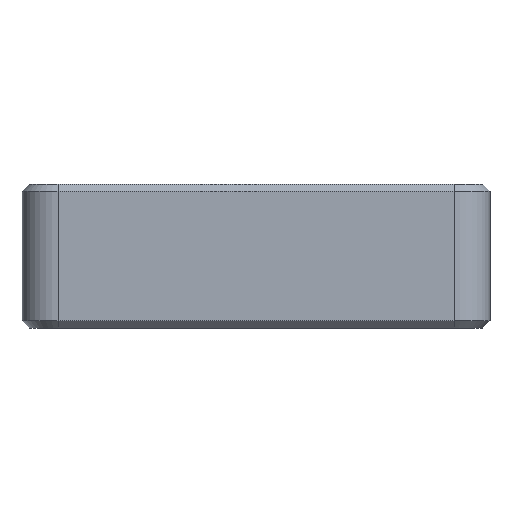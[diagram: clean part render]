
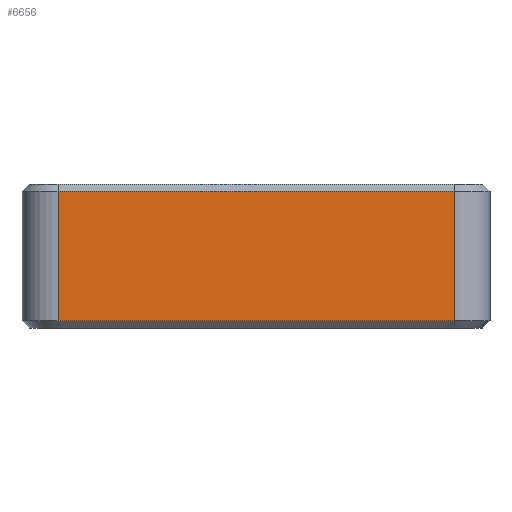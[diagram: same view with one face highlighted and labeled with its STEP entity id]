
A CAD part, front view. The second image highlights one B-rep face of the part: STEP entity #6656.
In plain terms, the highlighted planar face has unit normal (0, -1, 0).
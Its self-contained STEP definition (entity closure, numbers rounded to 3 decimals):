
#2252 = PLANE('',#2253);
#2253 = AXIS2_PLACEMENT_3D('',#2254,#2255,#2256);
#2254 = CARTESIAN_POINT('',(27.5,-32.,-14.5));
#2255 = DIRECTION('',(0.,0.707,0.707));
#2256 = DIRECTION('',(-1.,0.,0.));
#4301 = VERTEX_POINT('',#4302);
#4302 = CARTESIAN_POINT('',(27.5,-32.5,-14.));
#4325 = VERTEX_POINT('',#4326);
#4326 = CARTESIAN_POINT('',(-27.5,-32.5,-14.));
#4347 = EDGE_CURVE('',#4301,#4325,#4348,.T.);
#4348 = SURFACE_CURVE('',#4349,(#4353,#4360),.PCURVE_S1.);
#4349 = LINE('',#4350,#4351);
#4350 = CARTESIAN_POINT('',(27.5,-32.5,-14.));
#4351 = VECTOR('',#4352,1.);
#4352 = DIRECTION('',(-1.,0.,0.));
#4353 = PCURVE('',#2252,#4354);
#4354 = DEFINITIONAL_REPRESENTATION('',(#4355),#4359);
#4355 = LINE('',#4356,#4357);
#4356 = CARTESIAN_POINT('',(0.,0.707));
#4357 = VECTOR('',#4358,1.);
#4358 = DIRECTION('',(1.,0.));
#4359 = ( GEOMETRIC_REPRESENTATION_CONTEXT(2) 
PARAMETRIC_REPRESENTATION_CONTEXT() REPRESENTATION_CONTEXT('2D SPACE',''
  ) );
#4360 = PCURVE('',#4361,#4366);
#4361 = PLANE('',#4362);
#4362 = AXIS2_PLACEMENT_3D('',#4363,#4364,#4365);
#4363 = CARTESIAN_POINT('',(0.,-32.5,-5.));
#4364 = DIRECTION('',(-0.,-1.,-0.));
#4365 = DIRECTION('',(0.,0.,-1.));
#4366 = DEFINITIONAL_REPRESENTATION('',(#4367),#4371);
#4367 = LINE('',#4368,#4369);
#4368 = CARTESIAN_POINT('',(9.,27.5));
#4369 = VECTOR('',#4370,1.);
#4370 = DIRECTION('',(0.,-1.));
#4371 = ( GEOMETRIC_REPRESENTATION_CONTEXT(2) 
PARAMETRIC_REPRESENTATION_CONTEXT() REPRESENTATION_CONTEXT('2D SPACE',''
  ) );
#4416 = CYLINDRICAL_SURFACE('',#4417,5.);
#4417 = AXIS2_PLACEMENT_3D('',#4418,#4419,#4420);
#4418 = CARTESIAN_POINT('',(27.5,-27.5,-15.));
#4419 = DIRECTION('',(0.,0.,1.));
#4420 = DIRECTION('',(1.,0.,0.));
#4471 = CYLINDRICAL_SURFACE('',#4472,5.);
#4472 = AXIS2_PLACEMENT_3D('',#4473,#4474,#4475);
#4473 = CARTESIAN_POINT('',(-27.5,-27.5,-15.));
#4474 = DIRECTION('',(0.,0.,1.));
#4475 = DIRECTION('',(0.,-1.,0.));
#6656 = ADVANCED_FACE('',(#6657),#4361,.T.);
#6657 = FACE_BOUND('',#6658,.T.);
#6658 = EDGE_LOOP('',(#6659,#6682,#6683,#6706));
#6659 = ORIENTED_EDGE('',*,*,#6660,.F.);
#6660 = EDGE_CURVE('',#4325,#6661,#6663,.T.);
#6661 = VERTEX_POINT('',#6662);
#6662 = CARTESIAN_POINT('',(-27.5,-32.5,4.));
#6663 = SURFACE_CURVE('',#6664,(#6668,#6675),.PCURVE_S1.);
#6664 = LINE('',#6665,#6666);
#6665 = CARTESIAN_POINT('',(-27.5,-32.5,-15.));
#6666 = VECTOR('',#6667,1.);
#6667 = DIRECTION('',(0.,0.,1.));
#6668 = PCURVE('',#4361,#6669);
#6669 = DEFINITIONAL_REPRESENTATION('',(#6670),#6674);
#6670 = LINE('',#6671,#6672);
#6671 = CARTESIAN_POINT('',(10.,-27.5));
#6672 = VECTOR('',#6673,1.);
#6673 = DIRECTION('',(-1.,0.));
#6674 = ( GEOMETRIC_REPRESENTATION_CONTEXT(2) 
PARAMETRIC_REPRESENTATION_CONTEXT() REPRESENTATION_CONTEXT('2D SPACE',''
  ) );
#6675 = PCURVE('',#4471,#6676);
#6676 = DEFINITIONAL_REPRESENTATION('',(#6677),#6681);
#6677 = LINE('',#6678,#6679);
#6678 = CARTESIAN_POINT('',(-0.,0.));
#6679 = VECTOR('',#6680,1.);
#6680 = DIRECTION('',(-0.,1.));
#6681 = ( GEOMETRIC_REPRESENTATION_CONTEXT(2) 
PARAMETRIC_REPRESENTATION_CONTEXT() REPRESENTATION_CONTEXT('2D SPACE',''
  ) );
#6682 = ORIENTED_EDGE('',*,*,#4347,.F.);
#6683 = ORIENTED_EDGE('',*,*,#6684,.T.);
#6684 = EDGE_CURVE('',#4301,#6685,#6687,.T.);
#6685 = VERTEX_POINT('',#6686);
#6686 = CARTESIAN_POINT('',(27.5,-32.5,4.));
#6687 = SURFACE_CURVE('',#6688,(#6692,#6699),.PCURVE_S1.);
#6688 = LINE('',#6689,#6690);
#6689 = CARTESIAN_POINT('',(27.5,-32.5,-15.));
#6690 = VECTOR('',#6691,1.);
#6691 = DIRECTION('',(0.,0.,1.));
#6692 = PCURVE('',#4361,#6693);
#6693 = DEFINITIONAL_REPRESENTATION('',(#6694),#6698);
#6694 = LINE('',#6695,#6696);
#6695 = CARTESIAN_POINT('',(10.,27.5));
#6696 = VECTOR('',#6697,1.);
#6697 = DIRECTION('',(-1.,0.));
#6698 = ( GEOMETRIC_REPRESENTATION_CONTEXT(2) 
PARAMETRIC_REPRESENTATION_CONTEXT() REPRESENTATION_CONTEXT('2D SPACE',''
  ) );
#6699 = PCURVE('',#4416,#6700);
#6700 = DEFINITIONAL_REPRESENTATION('',(#6701),#6705);
#6701 = LINE('',#6702,#6703);
#6702 = CARTESIAN_POINT('',(-1.571,0.));
#6703 = VECTOR('',#6704,1.);
#6704 = DIRECTION('',(-0.,1.));
#6705 = ( GEOMETRIC_REPRESENTATION_CONTEXT(2) 
PARAMETRIC_REPRESENTATION_CONTEXT() REPRESENTATION_CONTEXT('2D SPACE',''
  ) );
#6706 = ORIENTED_EDGE('',*,*,#6707,.F.);
#6707 = EDGE_CURVE('',#6661,#6685,#6708,.T.);
#6708 = SURFACE_CURVE('',#6709,(#6713,#6720),.PCURVE_S1.);
#6709 = LINE('',#6710,#6711);
#6710 = CARTESIAN_POINT('',(-27.5,-32.5,4.));
#6711 = VECTOR('',#6712,1.);
#6712 = DIRECTION('',(1.,0.,0.));
#6713 = PCURVE('',#4361,#6714);
#6714 = DEFINITIONAL_REPRESENTATION('',(#6715),#6719);
#6715 = LINE('',#6716,#6717);
#6716 = CARTESIAN_POINT('',(-9.,-27.5));
#6717 = VECTOR('',#6718,1.);
#6718 = DIRECTION('',(0.,1.));
#6719 = ( GEOMETRIC_REPRESENTATION_CONTEXT(2) 
PARAMETRIC_REPRESENTATION_CONTEXT() REPRESENTATION_CONTEXT('2D SPACE',''
  ) );
#6720 = PCURVE('',#6721,#6726);
#6721 = PLANE('',#6722);
#6722 = AXIS2_PLACEMENT_3D('',#6723,#6724,#6725);
#6723 = CARTESIAN_POINT('',(-27.5,-32.,4.5));
#6724 = DIRECTION('',(0.,-0.707,0.707));
#6725 = DIRECTION('',(1.,0.,0.));
#6726 = DEFINITIONAL_REPRESENTATION('',(#6727),#6731);
#6727 = LINE('',#6728,#6729);
#6728 = CARTESIAN_POINT('',(0.,-0.707));
#6729 = VECTOR('',#6730,1.);
#6730 = DIRECTION('',(1.,0.));
#6731 = ( GEOMETRIC_REPRESENTATION_CONTEXT(2) 
PARAMETRIC_REPRESENTATION_CONTEXT() REPRESENTATION_CONTEXT('2D SPACE',''
  ) );
